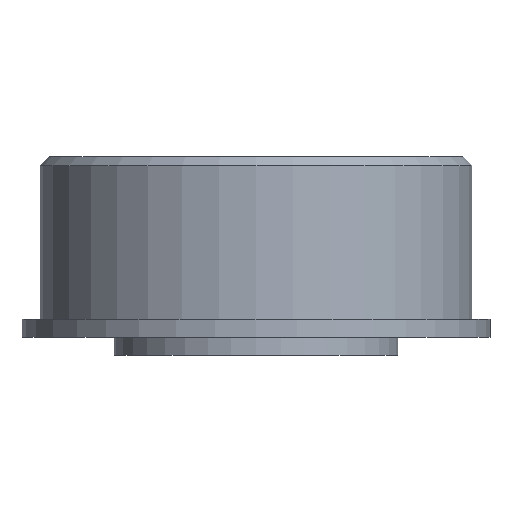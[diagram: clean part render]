
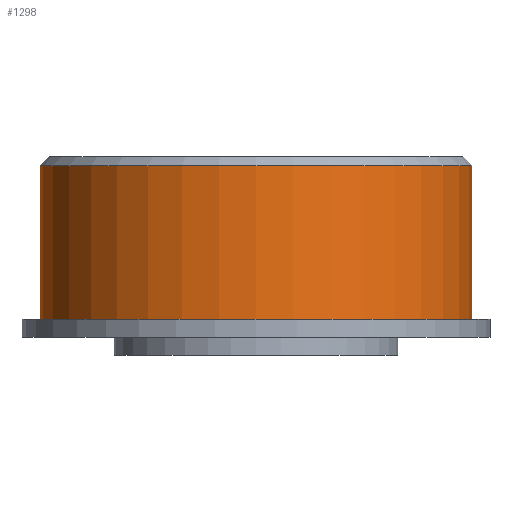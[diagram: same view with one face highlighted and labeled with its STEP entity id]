
A CAD part, front view. The second image highlights one B-rep face of the part: STEP entity #1298.
In plain terms, the highlighted cylindrical face has radius 18.986 mm (diameter 37.973 mm), a partial arc.
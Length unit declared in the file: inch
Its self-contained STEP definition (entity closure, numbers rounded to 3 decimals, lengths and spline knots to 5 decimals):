
#71 = DIRECTION ( 'NONE',  ( 0., 0., 1. ) ) ;
#72 = VECTOR ( 'NONE', #71, 39.37008 ) ;
#73 = CARTESIAN_POINT ( 'NONE',  ( 0.7475, 0., 0.3125 ) ) ;
#74 = LINE ( 'NONE', #73, #72 ) ;
#75 = CARTESIAN_POINT ( 'NONE',  ( 0.7475, 0., 0.28125 ) ) ;
#81 = CARTESIAN_POINT ( 'NONE',  ( -0.7475, 0., 0.28125 ) ) ;
#82 = DIRECTION ( 'NONE',  ( 0., 0., 1. ) ) ;
#83 = VECTOR ( 'NONE', #82, 39.37008 ) ;
#84 = CARTESIAN_POINT ( 'NONE',  ( -0.7475, 0., 0.3125 ) ) ;
#85 = LINE ( 'NONE', #84, #83 ) ;
#86 = CARTESIAN_POINT ( 'NONE',  ( -0.7475, 0., -0.25 ) ) ;
#87 = CARTESIAN_POINT ( 'NONE',  ( 0.7475, 0., -0.25 ) ) ;
#311 = DIRECTION ( 'NONE',  ( 1., 0., 0. ) ) ;
#312 = DIRECTION ( 'NONE',  ( 0., 0., 1. ) ) ;
#313 = AXIS2_PLACEMENT_3D ( 'NONE', #314, #312, #311 ) ;
#314 = CARTESIAN_POINT ( 'NONE',  ( 0., 0., 0.3125 ) ) ;
#315 = CYLINDRICAL_SURFACE ( 'NONE', #313, 0.7475 ) ;
#316 = FACE_OUTER_BOUND ( 'NONE', #1073, .T. ) ;
#317 = DIRECTION ( 'NONE',  ( 1., 0., 0. ) ) ;
#318 = DIRECTION ( 'NONE',  ( 0., 0., 1. ) ) ;
#319 = CARTESIAN_POINT ( 'NONE',  ( 0., 0., 0.28125 ) ) ;
#320 = AXIS2_PLACEMENT_3D ( 'NONE', #319, #318, #317 ) ;
#321 = CIRCLE ( 'NONE', #320, 0.7475 ) ;
#396 = DIRECTION ( 'NONE',  ( 1., 0., 0. ) ) ;
#397 = DIRECTION ( 'NONE',  ( 0., 0., 1. ) ) ;
#398 = CARTESIAN_POINT ( 'NONE',  ( 0., 0., -0.25 ) ) ;
#399 = AXIS2_PLACEMENT_3D ( 'NONE', #398, #397, #396 ) ;
#400 = CIRCLE ( 'NONE', #399, 0.7475 ) ;
#1024 = VERTEX_POINT ( 'NONE', #87 ) ;
#1025 = VERTEX_POINT ( 'NONE', #86 ) ;
#1027 = EDGE_CURVE ( 'NONE', #1025, #1028, #85, .T. ) ;
#1028 = VERTEX_POINT ( 'NONE', #81 ) ;
#1031 = VERTEX_POINT ( 'NONE', #75 ) ;
#1033 = EDGE_CURVE ( 'NONE', #1024, #1031, #74, .T. ) ;
#1073 = EDGE_LOOP ( 'NONE', ( #1233, #1234, #1236, #1237 ) ) ;
#1233 = ORIENTED_EDGE ( 'NONE', *, *, #1027, .F. ) ;
#1234 = ORIENTED_EDGE ( 'NONE', *, *, #1235, .T. ) ;
#1235 = EDGE_CURVE ( 'NONE', #1025, #1024, #400, .T. ) ;
#1236 = ORIENTED_EDGE ( 'NONE', *, *, #1033, .T. ) ;
#1237 = ORIENTED_EDGE ( 'NONE', *, *, #1297, .F. ) ;
#1297 = EDGE_CURVE ( 'NONE', #1028, #1031, #321, .T. ) ;
#1298 = ADVANCED_FACE ( 'NONE', ( #316 ), #315, .T. ) ;
